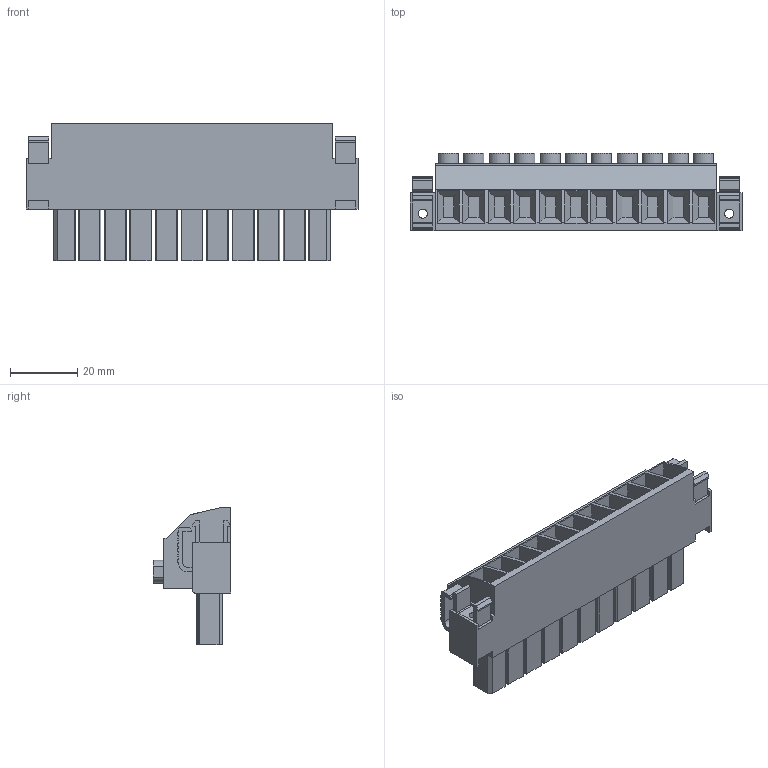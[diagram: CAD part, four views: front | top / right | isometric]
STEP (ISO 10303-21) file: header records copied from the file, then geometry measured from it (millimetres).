
FILE_DESCRIPTION(('CATIA V5 STEP','CAx-IF Rec.Pracs.--- Model Styling and Organization---1.2---2011-12-15'),'2;1');
FILE_NAME ('D1459353_0_1930140000_1930140000.stp','2018-09-06T03:22:26+00:00',('none'),('Weidmueller'),'CATIA Version 5-6 Release 2014','CATIA V5 STEP AP214','none');
FILE_SCHEMA(('AUTOMOTIVE_DESIGN { 1 0 10303 214 1 1 1 1 }'));
Length unit declared in the file: millimetre
Products named in the file (1): 1930140000
Bounding box: 99.06 x 23.1 x 41.15 mm (x, y, z)
Volume: 41284.4 mm3; surface area: 21311 mm2
Topology: 3 solids, 3 shells, 764 faces, 2070 edges, 1354 vertices
Faces by surface type: plane 559, cylinder 205
Entity records: 21698 total; most frequent: ORIENTED_EDGE 4140, CARTESIAN_POINT 3964, DIRECTION 2833, EDGE_CURVE 2070, VECTOR 1547, LINE 1547, VERTEX_POINT 1354, AXIS2_PLACEMENT_3D 855
